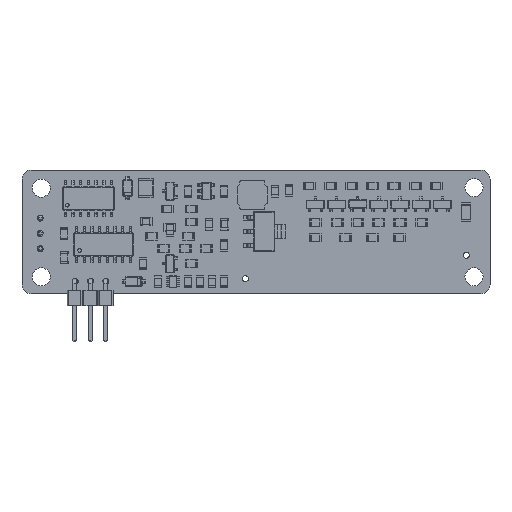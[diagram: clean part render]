
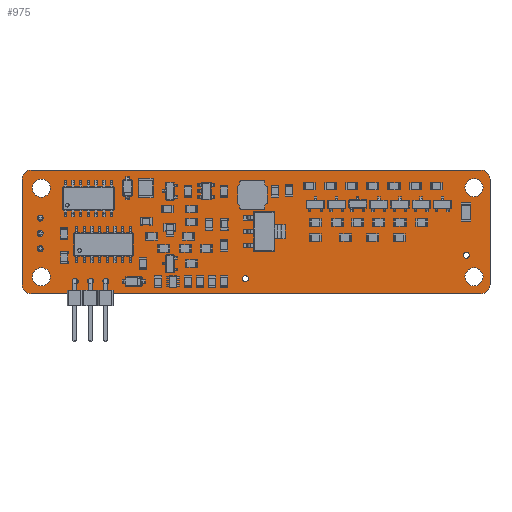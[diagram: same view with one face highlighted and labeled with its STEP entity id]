
A CAD part, top view. The second image highlights one B-rep face of the part: STEP entity #975.
In plain terms, the highlighted planar face has unit normal (0, 0, 1).
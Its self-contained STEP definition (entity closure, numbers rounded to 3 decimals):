
#328 = VERTEX_POINT('',#329);
#329 = CARTESIAN_POINT('',(168.,-58.511,0.));
#346 = VERTEX_POINT('',#347);
#347 = CARTESIAN_POINT('',(168.,-76.,0.));
#353 = EDGE_CURVE('',#328,#346,#354,.T.);
#354 = LINE('',#355,#356);
#355 = CARTESIAN_POINT('',(168.,-58.511,0.));
#356 = VECTOR('',#357,1.);
#357 = DIRECTION('',(0.,-1.,0.));
#378 = VERTEX_POINT('',#379);
#379 = CARTESIAN_POINT('',(166.5,-57.011,0.));
#385 = EDGE_CURVE('',#328,#378,#386,.T.);
#386 = CIRCLE('',#387,1.5);
#387 = AXIS2_PLACEMENT_3D('',#388,#389,#390);
#388 = CARTESIAN_POINT('',(166.5,-58.511,0.));
#389 = DIRECTION('',(0.,0.,1.));
#390 = DIRECTION('',(1.,0.,0.));
#401 = VERTEX_POINT('',#402);
#402 = CARTESIAN_POINT('',(166.5,-77.5,0.));
#418 = EDGE_CURVE('',#401,#346,#419,.T.);
#419 = CIRCLE('',#420,1.5);
#420 = AXIS2_PLACEMENT_3D('',#421,#422,#423);
#421 = CARTESIAN_POINT('',(166.5,-76.,0.));
#422 = DIRECTION('',(0.,0.,1.));
#423 = DIRECTION('',(1.,0.,0.));
#434 = VERTEX_POINT('',#435);
#435 = CARTESIAN_POINT('',(92.,-57.011,0.));
#450 = EDGE_CURVE('',#434,#378,#451,.T.);
#451 = LINE('',#452,#453);
#452 = CARTESIAN_POINT('',(92.,-57.011,0.));
#453 = VECTOR('',#454,1.);
#454 = DIRECTION('',(1.,0.,0.));
#474 = VERTEX_POINT('',#475);
#475 = CARTESIAN_POINT('',(92.,-77.5,0.));
#481 = EDGE_CURVE('',#401,#474,#482,.T.);
#482 = LINE('',#483,#484);
#483 = CARTESIAN_POINT('',(166.5,-77.5,0.));
#484 = VECTOR('',#485,1.);
#485 = DIRECTION('',(-1.,0.,0.));
#506 = VERTEX_POINT('',#507);
#507 = CARTESIAN_POINT('',(90.5,-58.511,0.));
#513 = EDGE_CURVE('',#434,#506,#514,.T.);
#514 = CIRCLE('',#515,1.5);
#515 = AXIS2_PLACEMENT_3D('',#516,#517,#518);
#516 = CARTESIAN_POINT('',(92.,-58.511,0.));
#517 = DIRECTION('',(0.,0.,1.));
#518 = DIRECTION('',(1.,0.,0.));
#529 = VERTEX_POINT('',#530);
#530 = CARTESIAN_POINT('',(90.5,-76.,0.));
#546 = EDGE_CURVE('',#529,#474,#547,.T.);
#547 = CIRCLE('',#548,1.5);
#548 = AXIS2_PLACEMENT_3D('',#549,#550,#551);
#549 = CARTESIAN_POINT('',(92.,-76.,0.));
#550 = DIRECTION('',(0.,0.,1.));
#551 = DIRECTION('',(1.,0.,0.));
#569 = EDGE_CURVE('',#529,#506,#570,.T.);
#570 = LINE('',#571,#572);
#571 = CARTESIAN_POINT('',(90.5,-76.,0.));
#572 = VECTOR('',#573,1.);
#573 = DIRECTION('',(0.,1.,0.));
#584 = VERTEX_POINT('',#585);
#585 = CARTESIAN_POINT('',(166.854,-74.7,0.));
#601 = EDGE_CURVE('',#584,#584,#602,.T.);
#602 = CIRCLE('',#603,1.5);
#603 = AXIS2_PLACEMENT_3D('',#604,#605,#606);
#604 = CARTESIAN_POINT('',(165.354,-74.7,0.));
#605 = DIRECTION('',(0.,0.,1.));
#606 = DIRECTION('',(1.,0.,0.));
#617 = VERTEX_POINT('',#618);
#618 = CARTESIAN_POINT('',(164.584,-71.12,0.));
#634 = EDGE_CURVE('',#617,#617,#635,.T.);
#635 = CIRCLE('',#636,0.5);
#636 = AXIS2_PLACEMENT_3D('',#637,#638,#639);
#637 = CARTESIAN_POINT('',(164.084,-71.12,0.));
#638 = DIRECTION('',(0.,0.,1.));
#639 = DIRECTION('',(1.,0.,-0.));
#650 = VERTEX_POINT('',#651);
#651 = CARTESIAN_POINT('',(128.,-75.,0.));
#667 = EDGE_CURVE('',#650,#650,#668,.T.);
#668 = CIRCLE('',#669,0.5);
#669 = AXIS2_PLACEMENT_3D('',#670,#671,#672);
#670 = CARTESIAN_POINT('',(127.5,-75.,0.));
#671 = DIRECTION('',(0.,0.,1.));
#672 = DIRECTION('',(1.,0.,-0.));
#683 = VERTEX_POINT('',#684);
#684 = CARTESIAN_POINT('',(104.894,-75.438,0.));
#700 = EDGE_CURVE('',#683,#683,#701,.T.);
#701 = CIRCLE('',#702,0.5);
#702 = AXIS2_PLACEMENT_3D('',#703,#704,#705);
#703 = CARTESIAN_POINT('',(104.394,-75.438,0.));
#704 = DIRECTION('',(0.,0.,1.));
#705 = DIRECTION('',(1.,0.,-0.));
#716 = VERTEX_POINT('',#717);
#717 = CARTESIAN_POINT('',(102.354,-75.438,0.));
#733 = EDGE_CURVE('',#716,#716,#734,.T.);
#734 = CIRCLE('',#735,0.5);
#735 = AXIS2_PLACEMENT_3D('',#736,#737,#738);
#736 = CARTESIAN_POINT('',(101.854,-75.438,0.));
#737 = DIRECTION('',(0.,0.,1.));
#738 = DIRECTION('',(1.,0.,-0.));
#749 = VERTEX_POINT('',#750);
#750 = CARTESIAN_POINT('',(99.814,-75.438,0.));
#766 = EDGE_CURVE('',#749,#749,#767,.T.);
#767 = CIRCLE('',#768,0.5);
#768 = AXIS2_PLACEMENT_3D('',#769,#770,#771);
#769 = CARTESIAN_POINT('',(99.314,-75.438,0.));
#770 = DIRECTION('',(0.,0.,1.));
#771 = DIRECTION('',(1.,0.,-0.));
#782 = VERTEX_POINT('',#783);
#783 = CARTESIAN_POINT('',(95.2,-74.7,0.));
#799 = EDGE_CURVE('',#782,#782,#800,.T.);
#800 = CIRCLE('',#801,1.5);
#801 = AXIS2_PLACEMENT_3D('',#802,#803,#804);
#802 = CARTESIAN_POINT('',(93.7,-74.7,0.));
#803 = DIRECTION('',(0.,0.,1.));
#804 = DIRECTION('',(1.,0.,0.));
#815 = VERTEX_POINT('',#816);
#816 = CARTESIAN_POINT('',(94.,-70.04,0.));
#832 = EDGE_CURVE('',#815,#815,#833,.T.);
#833 = CIRCLE('',#834,0.5);
#834 = AXIS2_PLACEMENT_3D('',#835,#836,#837);
#835 = CARTESIAN_POINT('',(93.5,-70.04,0.));
#836 = DIRECTION('',(0.,0.,1.));
#837 = DIRECTION('',(1.,0.,-0.));
#848 = VERTEX_POINT('',#849);
#849 = CARTESIAN_POINT('',(94.,-67.5,0.));
#865 = EDGE_CURVE('',#848,#848,#866,.T.);
#866 = CIRCLE('',#867,0.5);
#867 = AXIS2_PLACEMENT_3D('',#868,#869,#870);
#868 = CARTESIAN_POINT('',(93.5,-67.5,0.));
#869 = DIRECTION('',(0.,0.,1.));
#870 = DIRECTION('',(1.,0.,-0.));
#881 = VERTEX_POINT('',#882);
#882 = CARTESIAN_POINT('',(166.854,-59.944,0.));
#898 = EDGE_CURVE('',#881,#881,#899,.T.);
#899 = CIRCLE('',#900,1.5);
#900 = AXIS2_PLACEMENT_3D('',#901,#902,#903);
#901 = CARTESIAN_POINT('',(165.354,-59.944,0.));
#902 = DIRECTION('',(0.,0.,1.));
#903 = DIRECTION('',(1.,0.,0.));
#914 = VERTEX_POINT('',#915);
#915 = CARTESIAN_POINT('',(94.,-64.96,0.));
#931 = EDGE_CURVE('',#914,#914,#932,.T.);
#932 = CIRCLE('',#933,0.5);
#933 = AXIS2_PLACEMENT_3D('',#934,#935,#936);
#934 = CARTESIAN_POINT('',(93.5,-64.96,0.));
#935 = DIRECTION('',(0.,0.,1.));
#936 = DIRECTION('',(1.,0.,-0.));
#947 = VERTEX_POINT('',#948);
#948 = CARTESIAN_POINT('',(95.2,-60.,0.));
#964 = EDGE_CURVE('',#947,#947,#965,.T.);
#965 = CIRCLE('',#966,1.5);
#966 = AXIS2_PLACEMENT_3D('',#967,#968,#969);
#967 = CARTESIAN_POINT('',(93.7,-60.,0.));
#968 = DIRECTION('',(0.,0.,1.));
#969 = DIRECTION('',(1.,0.,0.));
#975 = ADVANCED_FACE('',(#976,#986,#989,#992,#995,#998,#1001,#1004,#1007
    ,#1010,#1013,#1016,#1019),#1022,.F.);
#976 = FACE_BOUND('',#977,.F.);
#977 = EDGE_LOOP('',(#978,#979,#980,#981,#982,#983,#984,#985));
#978 = ORIENTED_EDGE('',*,*,#353,.T.);
#979 = ORIENTED_EDGE('',*,*,#418,.F.);
#980 = ORIENTED_EDGE('',*,*,#481,.T.);
#981 = ORIENTED_EDGE('',*,*,#546,.F.);
#982 = ORIENTED_EDGE('',*,*,#569,.T.);
#983 = ORIENTED_EDGE('',*,*,#513,.F.);
#984 = ORIENTED_EDGE('',*,*,#450,.T.);
#985 = ORIENTED_EDGE('',*,*,#385,.F.);
#986 = FACE_BOUND('',#987,.F.);
#987 = EDGE_LOOP('',(#988));
#988 = ORIENTED_EDGE('',*,*,#601,.T.);
#989 = FACE_BOUND('',#990,.F.);
#990 = EDGE_LOOP('',(#991));
#991 = ORIENTED_EDGE('',*,*,#634,.T.);
#992 = FACE_BOUND('',#993,.F.);
#993 = EDGE_LOOP('',(#994));
#994 = ORIENTED_EDGE('',*,*,#667,.T.);
#995 = FACE_BOUND('',#996,.F.);
#996 = EDGE_LOOP('',(#997));
#997 = ORIENTED_EDGE('',*,*,#700,.T.);
#998 = FACE_BOUND('',#999,.F.);
#999 = EDGE_LOOP('',(#1000));
#1000 = ORIENTED_EDGE('',*,*,#733,.T.);
#1001 = FACE_BOUND('',#1002,.F.);
#1002 = EDGE_LOOP('',(#1003));
#1003 = ORIENTED_EDGE('',*,*,#766,.T.);
#1004 = FACE_BOUND('',#1005,.F.);
#1005 = EDGE_LOOP('',(#1006));
#1006 = ORIENTED_EDGE('',*,*,#799,.T.);
#1007 = FACE_BOUND('',#1008,.F.);
#1008 = EDGE_LOOP('',(#1009));
#1009 = ORIENTED_EDGE('',*,*,#832,.T.);
#1010 = FACE_BOUND('',#1011,.F.);
#1011 = EDGE_LOOP('',(#1012));
#1012 = ORIENTED_EDGE('',*,*,#865,.T.);
#1013 = FACE_BOUND('',#1014,.F.);
#1014 = EDGE_LOOP('',(#1015));
#1015 = ORIENTED_EDGE('',*,*,#898,.T.);
#1016 = FACE_BOUND('',#1017,.F.);
#1017 = EDGE_LOOP('',(#1018));
#1018 = ORIENTED_EDGE('',*,*,#931,.T.);
#1019 = FACE_BOUND('',#1020,.F.);
#1020 = EDGE_LOOP('',(#1021));
#1021 = ORIENTED_EDGE('',*,*,#964,.T.);
#1022 = PLANE('',#1023);
#1023 = AXIS2_PLACEMENT_3D('',#1024,#1025,#1026);
#1024 = CARTESIAN_POINT('',(129.25,-67.255,0.));
#1025 = DIRECTION('',(-0.,-0.,-1.));
#1026 = DIRECTION('',(-1.,0.,0.));
